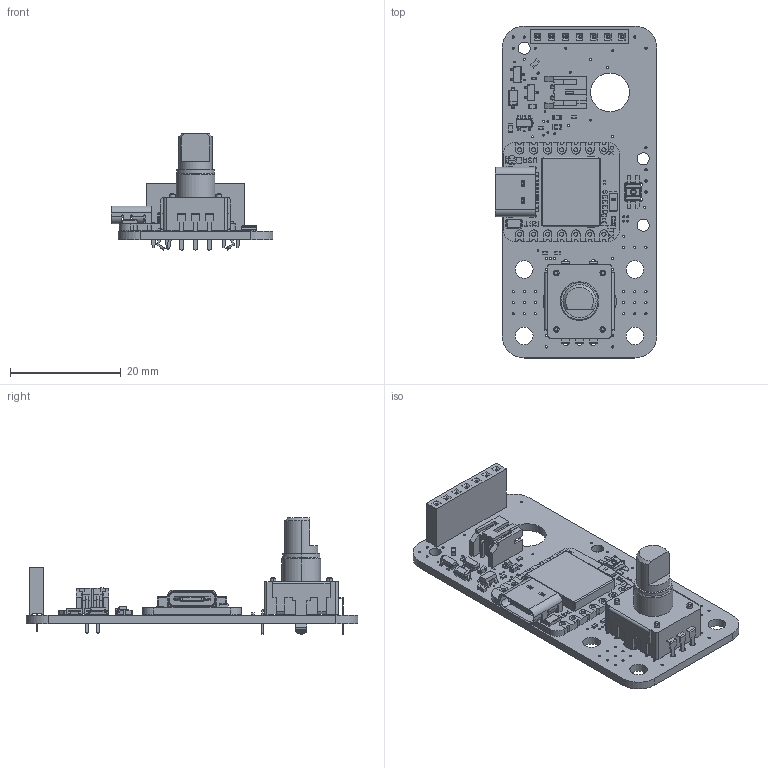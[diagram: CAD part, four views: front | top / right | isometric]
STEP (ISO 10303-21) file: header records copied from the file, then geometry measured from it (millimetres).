
FILE_DESCRIPTION(('KiCad electronic assembly'),'2;1');
FILE_NAME('skibidi-album-clicker.step','2025-12-06T14:55:16',('Pcbnew'), ('Kicad'),'Open CASCADE STEP processor 7.6','KiCad to STEP converter', 'Unknown');
FILE_SCHEMA(('AUTOMOTIVE_DESIGN { 1 0 10303 214 1 1 1 1 }'));
Length unit declared in the file: millimetre
Products named in the file (13): skibidi-album-clicker 1; R_0402_1005Metric; C_0603_1608Metric; LED_SK6812MINI-E; pec12r-4x17f-sxxxx; SOT-23; JST_PH_S2B-PH-K_1x02_P2.00mm_Horizontal; D_SOD-123; LED_0603_1608Metric; 102010448; SOT-23-5; PinSocket_1x07_P2.54mm_Vertical; skibidi-album-clicker_PCB
Assembly tree (20 placements, depth 2):
  skibidi-album-clicker 1
    R_0402_1005Metric  x5
    C_0603_1608Metric  x4
    LED_SK6812MINI-E
    pec12r-4x17f-sxxxx
    SOT-23  x2
    JST_PH_S2B-PH-K_1x02_P2.00mm_Horizontal
    D_SOD-123
    LED_0603_1608Metric
    102010448
    SOT-23-5
    PinSocket_1x07_P2.54mm_Vertical
    skibidi-album-clicker_PCB
Bounding box: 29.27 x 60 x 21 mm (x, y, z)
Volume: 4743.2 mm3; surface area: 7837.2 mm2
Topology: 100 solids, 100 shells, 3044 faces, 7929 edges, 5152 vertices
Faces by surface type: plane 2235, cylinder 667, bspline 104, cone 21, sphere 13, torus 4
Full cylindrical faces by diameter (mm): 0.3 x23, 0.35 x13, 0.375 x9, 0.4 x78, 0.7 x1, 0.75 x2, 1 x12, 2.2 x3, 3.2 x4, 7 x1
Entity records: 85764 total; most frequent: CARTESIAN_POINT 15977, ORIENTED_EDGE 14488, DIRECTION 13815, EDGE_CURVE 7244, LINE 5885, VECTOR 5885, VERTEX_POINT 4725, AXIS2_PLACEMENT_3D 3965
